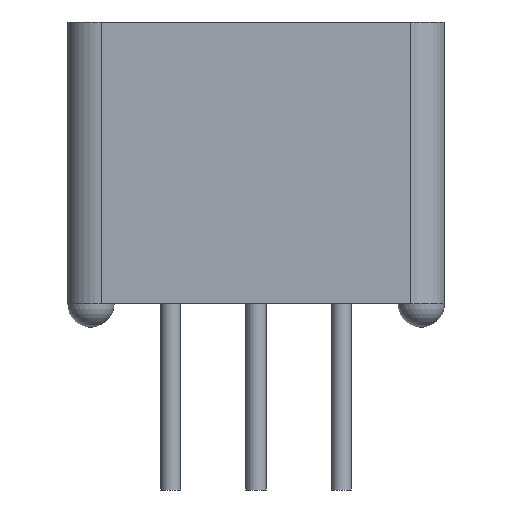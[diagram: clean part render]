
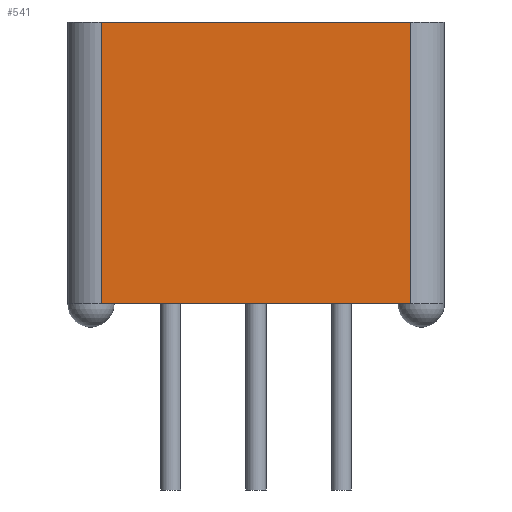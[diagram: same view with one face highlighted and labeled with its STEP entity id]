
A CAD part, left-side view. The second image highlights one B-rep face of the part: STEP entity #541.
In plain terms, the highlighted planar face has unit normal (-1, 0, 0).
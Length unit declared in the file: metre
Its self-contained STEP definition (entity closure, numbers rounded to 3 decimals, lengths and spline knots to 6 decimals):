
#97=ORIENTED_EDGE('',*,*,#227,.F.);
#98=ORIENTED_EDGE('',*,*,#228,.T.);
#99=ORIENTED_EDGE('',*,*,#216,.T.);
#100=ORIENTED_EDGE('',*,*,#229,.T.);
#216=EDGE_CURVE('',#283,#282,#319,.T.);
#227=EDGE_CURVE('',#289,#290,#327,.T.);
#228=EDGE_CURVE('',#289,#283,#328,.T.);
#229=EDGE_CURVE('',#282,#290,#329,.F.);
#282=VERTEX_POINT('',#1067);
#283=VERTEX_POINT('',#1069);
#289=VERTEX_POINT('',#1090);
#290=VERTEX_POINT('',#1091);
#319=LINE('',#1068,#359);
#327=LINE('',#1089,#367);
#328=LINE('',#1092,#368);
#329=LINE('',#1093,#369);
#359=VECTOR('',#896,1.);
#367=VECTOR('',#918,1.);
#368=VECTOR('',#919,1.);
#369=VECTOR('',#920,1.);
#399=EDGE_LOOP('',(#97,#98,#99,#100));
#443=FACE_BOUND('',#399,.T.);
#484=PLANE('',#814);
#541=ADVANCED_FACE('',(#443),#484,.F.);
#814=AXIS2_PLACEMENT_3D('',#1088,#916,#917);
#896=DIRECTION('',(0.,-1.,0.));
#916=DIRECTION('',(1.,0.,0.));
#917=DIRECTION('',(0.,1.,0.));
#918=DIRECTION('',(0.,-1.,0.));
#919=DIRECTION('',(0.,0.,-1.));
#920=DIRECTION('',(0.,0.,-1.));
#1067=CARTESIAN_POINT('',(-0.014375,-0.004609,0.0007));
#1068=CARTESIAN_POINT('',(-0.014375,0.,0.0007));
#1069=CARTESIAN_POINT('',(-0.014375,0.004609,0.0007));
#1088=CARTESIAN_POINT('',(-0.014375,0.,0.0091));
#1089=CARTESIAN_POINT('',(-0.014375,0.,0.0091));
#1090=CARTESIAN_POINT('',(-0.014375,0.004609,0.0091));
#1091=CARTESIAN_POINT('',(-0.014375,-0.004609,0.0091));
#1092=CARTESIAN_POINT('',(-0.014375,0.004609,0.0091));
#1093=CARTESIAN_POINT('',(-0.014375,-0.004609,0.0091));
